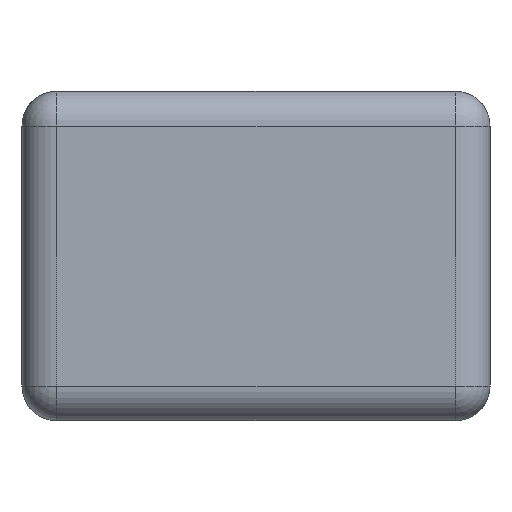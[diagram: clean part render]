
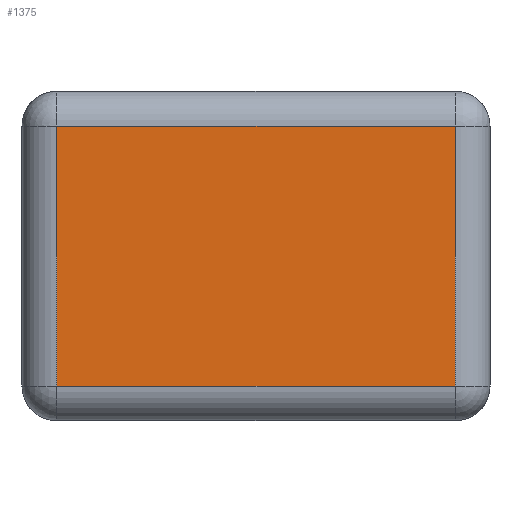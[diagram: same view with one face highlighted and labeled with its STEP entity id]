
A CAD part, left-side view. The second image highlights one B-rep face of the part: STEP entity #1375.
In plain terms, the highlighted planar face has unit normal (-1, 0, 0).
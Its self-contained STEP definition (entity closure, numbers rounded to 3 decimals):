
#7 = AXIS2_PLACEMENT_3D ( 'NONE', #255, #59, #808 ) ;
#30 = CARTESIAN_POINT ( 'NONE',  ( -1.05, -0.575, 0.85 ) ) ;
#57 = VECTOR ( 'NONE', #333, 1000. ) ;
#59 = DIRECTION ( 'NONE',  ( -1., 0., 0. ) ) ;
#93 = CARTESIAN_POINT ( 'NONE',  ( -1.05, -0.575, 0.1 ) ) ;
#104 = CARTESIAN_POINT ( 'NONE',  ( -1.05, -0.575, 0.1 ) ) ;
#119 = VECTOR ( 'NONE', #934, 1000. ) ;
#241 = CARTESIAN_POINT ( 'NONE',  ( -1.05, 0.575, 0.1 ) ) ;
#243 = ORIENTED_EDGE ( 'NONE', *, *, #524, .T. ) ;
#255 = CARTESIAN_POINT ( 'NONE',  ( -1.05, -0.675, 0. ) ) ;
#333 = DIRECTION ( 'NONE',  ( 0., 1., 0. ) ) ;
#385 = VERTEX_POINT ( 'NONE', #1338 ) ;
#457 = DIRECTION ( 'NONE',  ( 0., 1., 0. ) ) ;
#477 = CARTESIAN_POINT ( 'NONE',  ( -1.05, 0.575, 0.1 ) ) ;
#502 = VECTOR ( 'NONE', #908, 1000. ) ;
#517 = VERTEX_POINT ( 'NONE', #93 ) ;
#524 = EDGE_CURVE ( 'NONE', #517, #856, #1260, .T. ) ;
#656 = ORIENTED_EDGE ( 'NONE', *, *, #1178, .F. ) ;
#669 = EDGE_CURVE ( 'NONE', #850, #385, #1230, .T. ) ;
#675 = CARTESIAN_POINT ( 'NONE',  ( -1.05, -0.575, 0.85 ) ) ;
#736 = CARTESIAN_POINT ( 'NONE',  ( -1.05, -0.575, 0.1 ) ) ;
#737 = VECTOR ( 'NONE', #457, 1000. ) ;
#808 = DIRECTION ( 'NONE',  ( 0., 0., 1. ) ) ;
#850 = VERTEX_POINT ( 'NONE', #241 ) ;
#856 = VERTEX_POINT ( 'NONE', #675 ) ;
#908 = DIRECTION ( 'NONE',  ( 0., 0., 1. ) ) ;
#934 = DIRECTION ( 'NONE',  ( 0., 0., 1. ) ) ;
#1029 = PLANE ( 'NONE',  #7 ) ;
#1132 = FACE_OUTER_BOUND ( 'NONE', #1274, .T. ) ;
#1174 = EDGE_CURVE ( 'NONE', #856, #385, #1379, .T. ) ;
#1178 = EDGE_CURVE ( 'NONE', #517, #850, #1297, .T. ) ;
#1187 = ORIENTED_EDGE ( 'NONE', *, *, #669, .F. ) ;
#1230 = LINE ( 'NONE', #477, #502 ) ;
#1248 = ORIENTED_EDGE ( 'NONE', *, *, #1174, .T. ) ;
#1260 = LINE ( 'NONE', #104, #119 ) ;
#1274 = EDGE_LOOP ( 'NONE', ( #656, #243, #1248, #1187 ) ) ;
#1297 = LINE ( 'NONE', #736, #57 ) ;
#1338 = CARTESIAN_POINT ( 'NONE',  ( -1.05, 0.575, 0.85 ) ) ;
#1375 = ADVANCED_FACE ( 'NONE', ( #1132 ), #1029, .T. ) ;
#1379 = LINE ( 'NONE', #30, #737 ) ;
